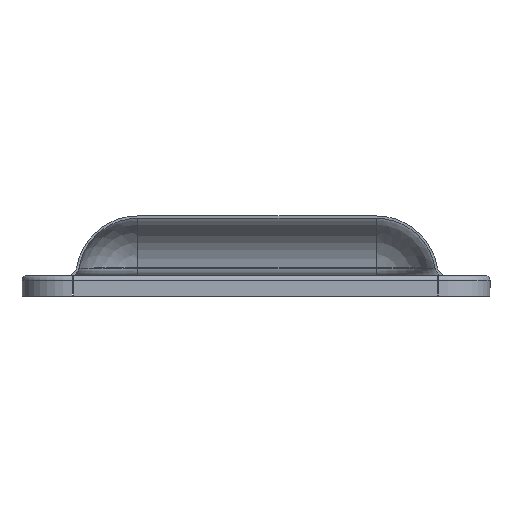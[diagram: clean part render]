
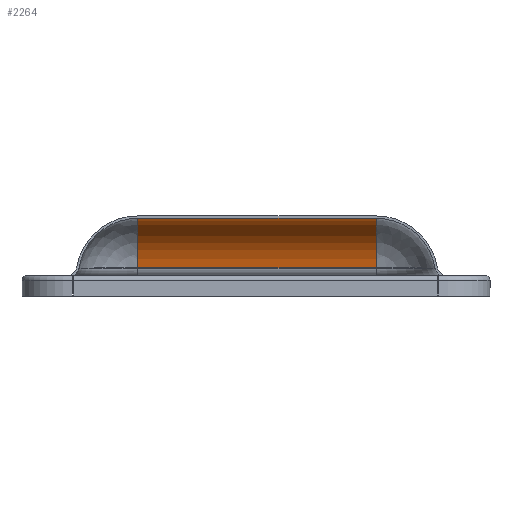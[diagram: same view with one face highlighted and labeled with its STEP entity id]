
A CAD part, front view. The second image highlights one B-rep face of the part: STEP entity #2264.
In plain terms, the highlighted cylindrical face has radius 50 mm (diameter 100 mm), a partial arc.
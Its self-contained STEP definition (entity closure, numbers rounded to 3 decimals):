
#204 = ORIENTED_EDGE ( 'NONE', *, *, #3694, .F. ) ;
#228 = DIRECTION ( 'NONE',  ( 1., 0., 0. ) ) ;
#495 = DIRECTION ( 'NONE',  ( 0., 0., -1. ) ) ;
#585 = CARTESIAN_POINT ( 'NONE',  ( -99.203, 167.195, 48. ) ) ;
#734 = CARTESIAN_POINT ( 'NONE',  ( -99.203, 167.195, -2. ) ) ;
#781 = CARTESIAN_POINT ( 'NONE',  ( 100.797, 167.195, 48. ) ) ;
#796 = ORIENTED_EDGE ( 'NONE', *, *, #1653, .F. ) ;
#829 = CIRCLE ( 'NONE', #1680, 50. ) ;
#951 = LINE ( 'NONE', #585, #1063 ) ;
#993 = AXIS2_PLACEMENT_3D ( 'NONE', #3489, #3821, #495 ) ;
#1063 = VECTOR ( 'NONE', #228, 1000. ) ;
#1115 = VERTEX_POINT ( 'NONE', #2522 ) ;
#1283 = AXIS2_PLACEMENT_3D ( 'NONE', #2429, #3567, #1711 ) ;
#1653 = EDGE_CURVE ( 'NONE', #3415, #2335, #4145, .T. ) ;
#1677 = DIRECTION ( 'NONE',  ( 0., 0., -1. ) ) ;
#1680 = AXIS2_PLACEMENT_3D ( 'NONE', #734, #2207, #1677 ) ;
#1711 = DIRECTION ( 'NONE',  ( 0., 0., -1. ) ) ;
#1920 = CIRCLE ( 'NONE', #993, 50. ) ;
#2064 = VECTOR ( 'NONE', #2572, 1000. ) ;
#2115 = FACE_OUTER_BOUND ( 'NONE', #2713, .T. ) ;
#2207 = DIRECTION ( 'NONE',  ( -1., 0., 0. ) ) ;
#2264 = ADVANCED_FACE ( 'NONE', ( #2115 ), #4723, .F. ) ;
#2335 = VERTEX_POINT ( 'NONE', #4042 ) ;
#2429 = CARTESIAN_POINT ( 'NONE',  ( -99.203, 167.195, -2. ) ) ;
#2522 = CARTESIAN_POINT ( 'NONE',  ( -99.203, 167.195, 48. ) ) ;
#2572 = DIRECTION ( 'NONE',  ( -1., 0., 0. ) ) ;
#2663 = EDGE_CURVE ( 'NONE', #1115, #3064, #951, .T. ) ;
#2707 = EDGE_CURVE ( 'NONE', #1115, #2335, #829, .T. ) ;
#2713 = EDGE_LOOP ( 'NONE', ( #204, #4142, #4248, #796 ) ) ;
#3064 = VERTEX_POINT ( 'NONE', #781 ) ;
#3415 = VERTEX_POINT ( 'NONE', #3948 ) ;
#3489 = CARTESIAN_POINT ( 'NONE',  ( 100.797, 167.195, -2. ) ) ;
#3567 = DIRECTION ( 'NONE',  ( 1., 0., 0. ) ) ;
#3694 = EDGE_CURVE ( 'NONE', #3064, #3415, #1920, .T. ) ;
#3821 = DIRECTION ( 'NONE',  ( -1., 0., 0. ) ) ;
#3948 = CARTESIAN_POINT ( 'NONE',  ( 100.797, 216.495, 6.333 ) ) ;
#4042 = CARTESIAN_POINT ( 'NONE',  ( -99.203, 216.495, 6.333 ) ) ;
#4108 = CARTESIAN_POINT ( 'NONE',  ( -99.203, 216.495, 6.333 ) ) ;
#4142 = ORIENTED_EDGE ( 'NONE', *, *, #2663, .F. ) ;
#4145 = LINE ( 'NONE', #4108, #2064 ) ;
#4248 = ORIENTED_EDGE ( 'NONE', *, *, #2707, .T. ) ;
#4723 = CYLINDRICAL_SURFACE ( 'NONE', #1283, 50. ) ;
